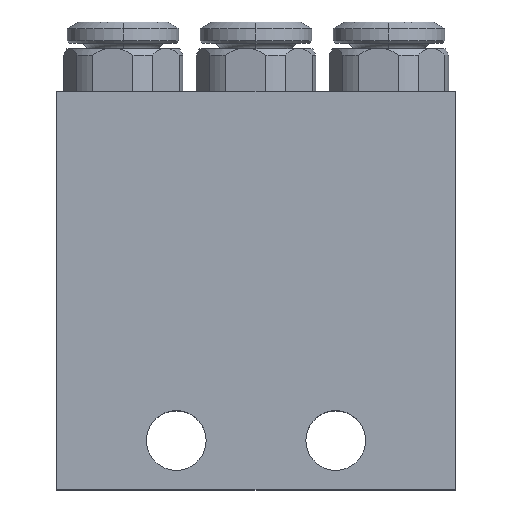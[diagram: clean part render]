
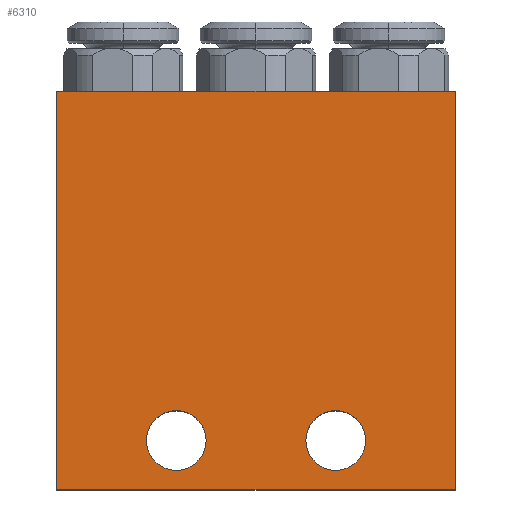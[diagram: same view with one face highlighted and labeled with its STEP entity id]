
A CAD part, top view. The second image highlights one B-rep face of the part: STEP entity #6310.
In plain terms, the highlighted planar face has unit normal (0, 0, 1).
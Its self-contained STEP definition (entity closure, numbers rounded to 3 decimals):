
#83 = VECTOR ( 'NONE', #6201, 1000. ) ;
#116 = DIRECTION ( 'NONE',  ( 0., -1., 0. ) ) ;
#302 = AXIS2_PLACEMENT_3D ( 'NONE', #1181, #3105, #6397 ) ;
#321 = PLANE ( 'NONE',  #1177 ) ;
#361 = EDGE_CURVE ( 'NONE', #6666, #2839, #7991, .T. ) ;
#570 = CARTESIAN_POINT ( 'NONE',  ( 681.622, 53.621, 7. ) ) ;
#599 = AXIS2_PLACEMENT_3D ( 'NONE', #778, #2269, #1924 ) ;
#608 = CIRCLE ( 'NONE', #5619, 2.25 ) ;
#778 = CARTESIAN_POINT ( 'NONE',  ( 683.872, 53.621, 7. ) ) ;
#927 = VERTEX_POINT ( 'NONE', #5490 ) ;
#1040 = CARTESIAN_POINT ( 'NONE',  ( 674.872, 79.921, 7. ) ) ;
#1110 = DIRECTION ( 'NONE',  ( -1., 0., 0. ) ) ;
#1177 = AXIS2_PLACEMENT_3D ( 'NONE', #3979, #1245, #1110 ) ;
#1181 = CARTESIAN_POINT ( 'NONE',  ( 695.872, 53.621, 7. ) ) ;
#1239 = CARTESIAN_POINT ( 'NONE',  ( 704.872, 49.921, 7. ) ) ;
#1245 = DIRECTION ( 'NONE',  ( 0., 0., -1. ) ) ;
#1430 = ORIENTED_EDGE ( 'NONE', *, *, #7314, .F. ) ;
#1457 = ORIENTED_EDGE ( 'NONE', *, *, #6440, .T. ) ;
#1485 = CARTESIAN_POINT ( 'NONE',  ( 704.872, 49.921, 7. ) ) ;
#1587 = LINE ( 'NONE', #3003, #83 ) ;
#1601 = VECTOR ( 'NONE', #4200, 1000. ) ;
#1769 = ORIENTED_EDGE ( 'NONE', *, *, #7591, .T. ) ;
#1924 = DIRECTION ( 'NONE',  ( -1., 0., 0. ) ) ;
#1957 = ORIENTED_EDGE ( 'NONE', *, *, #4517, .T. ) ;
#2031 = DIRECTION ( 'NONE',  ( 0., 0., -1. ) ) ;
#2212 = CARTESIAN_POINT ( 'NONE',  ( 704.872, 79.921, 7. ) ) ;
#2269 = DIRECTION ( 'NONE',  ( 0., 0., -1. ) ) ;
#2397 = EDGE_CURVE ( 'NONE', #7789, #4550, #6100, .T. ) ;
#2492 = CARTESIAN_POINT ( 'NONE',  ( 686.122, 53.621, 7. ) ) ;
#2839 = VERTEX_POINT ( 'NONE', #2492 ) ;
#2985 = CARTESIAN_POINT ( 'NONE',  ( 704.872, 49.921, 7. ) ) ;
#2997 = CARTESIAN_POINT ( 'NONE',  ( 674.872, 49.921, 7. ) ) ;
#3003 = CARTESIAN_POINT ( 'NONE',  ( 704.872, 79.921, 7. ) ) ;
#3010 = ORIENTED_EDGE ( 'NONE', *, *, #6326, .F. ) ;
#3034 = DIRECTION ( 'NONE',  ( -1., 0., 0. ) ) ;
#3105 = DIRECTION ( 'NONE',  ( 0., 0., -1. ) ) ;
#3268 = ORIENTED_EDGE ( 'NONE', *, *, #361, .T. ) ;
#3336 = FACE_OUTER_BOUND ( 'NONE', #3505, .T. ) ;
#3499 = LINE ( 'NONE', #1239, #1601 ) ;
#3505 = EDGE_LOOP ( 'NONE', ( #4707, #1430, #3010, #1957 ) ) ;
#3547 = FACE_BOUND ( 'NONE', #6323, .T. ) ;
#3652 = CARTESIAN_POINT ( 'NONE',  ( 683.872, 53.621, 7. ) ) ;
#3866 = VERTEX_POINT ( 'NONE', #2985 ) ;
#3949 = VECTOR ( 'NONE', #116, 1000. ) ;
#3979 = CARTESIAN_POINT ( 'NONE',  ( 704.872, 49.921, 7. ) ) ;
#4200 = DIRECTION ( 'NONE',  ( -1., 0., 0. ) ) ;
#4244 = EDGE_LOOP ( 'NONE', ( #3268, #1457 ) ) ;
#4517 = EDGE_CURVE ( 'NONE', #6102, #7789, #1587, .T. ) ;
#4550 = VERTEX_POINT ( 'NONE', #2997 ) ;
#4707 = ORIENTED_EDGE ( 'NONE', *, *, #2397, .T. ) ;
#4977 = DIRECTION ( 'NONE',  ( 0., 0., -1. ) ) ;
#5282 = LINE ( 'NONE', #1485, #3949 ) ;
#5490 = CARTESIAN_POINT ( 'NONE',  ( 693.622, 53.621, 7. ) ) ;
#5619 = AXIS2_PLACEMENT_3D ( 'NONE', #6896, #2031, #3034 ) ;
#6089 = DIRECTION ( 'NONE',  ( -1., 0., 0. ) ) ;
#6100 = LINE ( 'NONE', #6521, #6883 ) ;
#6102 = VERTEX_POINT ( 'NONE', #2212 ) ;
#6186 = CIRCLE ( 'NONE', #302, 2.25 ) ;
#6201 = DIRECTION ( 'NONE',  ( -1., 0., 0. ) ) ;
#6310 = ADVANCED_FACE ( 'NONE', ( #7100, #3547, #3336 ), #321, .F. ) ;
#6320 = AXIS2_PLACEMENT_3D ( 'NONE', #3652, #4977, #6089 ) ;
#6323 = EDGE_LOOP ( 'NONE', ( #6979, #1769 ) ) ;
#6326 = EDGE_CURVE ( 'NONE', #6102, #3866, #5282, .T. ) ;
#6397 = DIRECTION ( 'NONE',  ( -1., 0., 0. ) ) ;
#6437 = DIRECTION ( 'NONE',  ( 0., -1., 0. ) ) ;
#6440 = EDGE_CURVE ( 'NONE', #2839, #6666, #8149, .T. ) ;
#6521 = CARTESIAN_POINT ( 'NONE',  ( 674.872, 49.921, 7. ) ) ;
#6576 = CARTESIAN_POINT ( 'NONE',  ( 698.122, 53.621, 7. ) ) ;
#6666 = VERTEX_POINT ( 'NONE', #570 ) ;
#6742 = VERTEX_POINT ( 'NONE', #6576 ) ;
#6883 = VECTOR ( 'NONE', #6437, 1000. ) ;
#6896 = CARTESIAN_POINT ( 'NONE',  ( 695.872, 53.621, 7. ) ) ;
#6979 = ORIENTED_EDGE ( 'NONE', *, *, #8048, .T. ) ;
#7100 = FACE_BOUND ( 'NONE', #4244, .T. ) ;
#7314 = EDGE_CURVE ( 'NONE', #3866, #4550, #3499, .T. ) ;
#7591 = EDGE_CURVE ( 'NONE', #6742, #927, #6186, .T. ) ;
#7789 = VERTEX_POINT ( 'NONE', #1040 ) ;
#7991 = CIRCLE ( 'NONE', #6320, 2.25 ) ;
#8048 = EDGE_CURVE ( 'NONE', #927, #6742, #608, .T. ) ;
#8149 = CIRCLE ( 'NONE', #599, 2.25 ) ;
